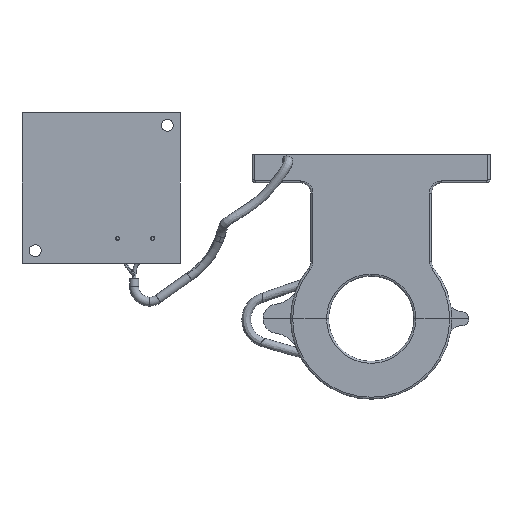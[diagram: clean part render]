
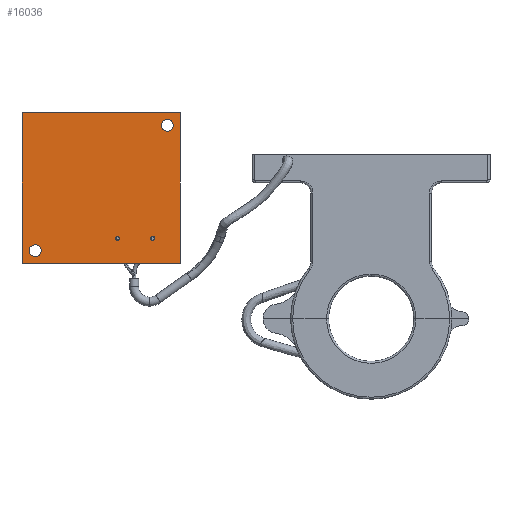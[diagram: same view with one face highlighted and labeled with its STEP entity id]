
A CAD part, front view. The second image highlights one B-rep face of the part: STEP entity #16036.
In plain terms, the highlighted planar face has unit normal (0, -1, 0).
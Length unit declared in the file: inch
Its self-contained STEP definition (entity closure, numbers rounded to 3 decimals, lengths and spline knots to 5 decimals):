
#19 = EDGE_LOOP ( 'NONE', ( #12496, #3497 ) ) ;
#314 = CIRCLE ( 'NONE', #21008, 0.02087 ) ;
#411 = CARTESIAN_POINT ( 'NONE',  ( -0.65661, 0., -0.62355 ) ) ;
#494 = CARTESIAN_POINT ( 'NONE',  ( 0.16238, 0., -0.52146 ) ) ;
#592 = DIRECTION ( 'NONE',  ( 0., 1., 0. ) ) ;
#643 = DIRECTION ( 'NONE',  ( 0., 0., -1. ) ) ;
#1066 = VECTOR ( 'NONE', #7090, 39.37008 ) ;
#1093 = CIRCLE ( 'NONE', #13060, 0.06 ) ;
#1162 = ORIENTED_EDGE ( 'NONE', *, *, #5922, .F. ) ;
#1671 = VECTOR ( 'NONE', #11402, 39.37008 ) ;
#1835 = EDGE_CURVE ( 'NONE', #14206, #14738, #7435, .T. ) ;
#1848 = FACE_BOUND ( 'NONE', #19, .T. ) ;
#2499 = DIRECTION ( 'NONE',  ( 0., -1., 0. ) ) ;
#2565 = EDGE_LOOP ( 'NONE', ( #12475, #6226 ) ) ;
#2711 = EDGE_CURVE ( 'NONE', #11680, #6206, #9676, .T. ) ;
#2729 = VERTEX_POINT ( 'NONE', #4666 ) ;
#3038 = DIRECTION ( 'NONE',  ( 0., 1., 0. ) ) ;
#3066 = DIRECTION ( 'NONE',  ( 0., 0., -1. ) ) ;
#3194 = VERTEX_POINT ( 'NONE', #15028 ) ;
#3331 = ORIENTED_EDGE ( 'NONE', *, *, #22055, .T. ) ;
#3497 = ORIENTED_EDGE ( 'NONE', *, *, #18069, .F. ) ;
#4233 = DIRECTION ( 'NONE',  ( 0., 0., -1. ) ) ;
#4310 = CIRCLE ( 'NONE', #11922, 0.06 ) ;
#4451 = ORIENTED_EDGE ( 'NONE', *, *, #16295, .F. ) ;
#4666 = CARTESIAN_POINT ( 'NONE',  ( 0.7874, 0., 0.74803 ) ) ;
#4899 = CARTESIAN_POINT ( 'NONE',  ( -0.65661, 0., -0.68355 ) ) ;
#4959 = AXIS2_PLACEMENT_3D ( 'NONE', #21831, #20215, #3066 ) ;
#5172 = CARTESIAN_POINT ( 'NONE',  ( -0.65661, 0., -0.56355 ) ) ;
#5623 = ORIENTED_EDGE ( 'NONE', *, *, #14131, .F. ) ;
#5790 = CARTESIAN_POINT ( 'NONE',  ( 0.65661, 0., 0.68355 ) ) ;
#5922 = EDGE_CURVE ( 'NONE', #19683, #15430, #21890, .T. ) ;
#6024 = LINE ( 'NONE', #12848, #15632 ) ;
#6166 = AXIS2_PLACEMENT_3D ( 'NONE', #9115, #10942, #8771 ) ;
#6206 = VERTEX_POINT ( 'NONE', #494 ) ;
#6226 = ORIENTED_EDGE ( 'NONE', *, *, #1835, .T. ) ;
#6302 = CARTESIAN_POINT ( 'NONE',  ( -0.7874, 0., 0.74803 ) ) ;
#6483 = VERTEX_POINT ( 'NONE', #10488 ) ;
#6898 = VERTEX_POINT ( 'NONE', #14962 ) ;
#7090 = DIRECTION ( 'NONE',  ( 1., 0., 0. ) ) ;
#7156 = FACE_OUTER_BOUND ( 'NONE', #7230, .T. ) ;
#7216 = CARTESIAN_POINT ( 'NONE',  ( 0.51225, 0., -0.50059 ) ) ;
#7230 = EDGE_LOOP ( 'NONE', ( #5623, #19083, #1162, #10334 ) ) ;
#7270 = FACE_BOUND ( 'NONE', #2565, .T. ) ;
#7375 = PLANE ( 'NONE',  #6166 ) ;
#7435 = CIRCLE ( 'NONE', #18730, 0.06 ) ;
#7974 = DIRECTION ( 'NONE',  ( 0., 1., 0. ) ) ;
#8341 = CIRCLE ( 'NONE', #9089, 0.02087 ) ;
#8754 = EDGE_CURVE ( 'NONE', #9225, #6483, #4310, .T. ) ;
#8771 = DIRECTION ( 'NONE',  ( 0., 0., -1. ) ) ;
#9089 = AXIS2_PLACEMENT_3D ( 'NONE', #7216, #19716, #643 ) ;
#9115 = CARTESIAN_POINT ( 'NONE',  ( 0., 0., 0. ) ) ;
#9225 = VERTEX_POINT ( 'NONE', #5790 ) ;
#9595 = CARTESIAN_POINT ( 'NONE',  ( -0.7874, 0., -0.74803 ) ) ;
#9625 = EDGE_CURVE ( 'NONE', #18621, #19683, #16281, .T. ) ;
#9629 = CARTESIAN_POINT ( 'NONE',  ( 0.65661, 0., 0.62355 ) ) ;
#9676 = CIRCLE ( 'NONE', #4959, 0.02087 ) ;
#9931 = EDGE_CURVE ( 'NONE', #3194, #6898, #12584, .T. ) ;
#10334 = ORIENTED_EDGE ( 'NONE', *, *, #9625, .F. ) ;
#10348 = ORIENTED_EDGE ( 'NONE', *, *, #8754, .T. ) ;
#10488 = CARTESIAN_POINT ( 'NONE',  ( 0.65661, 0., 0.56355 ) ) ;
#10632 = AXIS2_PLACEMENT_3D ( 'NONE', #15022, #7974, #19926 ) ;
#10761 = LINE ( 'NONE', #21218, #1066 ) ;
#10942 = DIRECTION ( 'NONE',  ( 0., -1., 0. ) ) ;
#11267 = DIRECTION ( 'NONE',  ( 0., 0., -1. ) ) ;
#11402 = DIRECTION ( 'NONE',  ( 0., 0., 1. ) ) ;
#11480 = EDGE_LOOP ( 'NONE', ( #10348, #3331 ) ) ;
#11680 = VERTEX_POINT ( 'NONE', #19178 ) ;
#11922 = AXIS2_PLACEMENT_3D ( 'NONE', #9629, #3038, #13147 ) ;
#12399 = FACE_BOUND ( 'NONE', #11480, .T. ) ;
#12475 = ORIENTED_EDGE ( 'NONE', *, *, #21170, .T. ) ;
#12496 = ORIENTED_EDGE ( 'NONE', *, *, #2711, .F. ) ;
#12584 = CIRCLE ( 'NONE', #21662, 0.02087 ) ;
#12728 = CARTESIAN_POINT ( 'NONE',  ( 0.51225, 0., -0.50059 ) ) ;
#12848 = CARTESIAN_POINT ( 'NONE',  ( 0.7874, 0., 0.74803 ) ) ;
#13060 = AXIS2_PLACEMENT_3D ( 'NONE', #21285, #592, #14423 ) ;
#13147 = DIRECTION ( 'NONE',  ( 0., 0., 1. ) ) ;
#13821 = DIRECTION ( 'NONE',  ( 0., 0., 1. ) ) ;
#13914 = CARTESIAN_POINT ( 'NONE',  ( 0.7874, 0., -0.74803 ) ) ;
#14131 = EDGE_CURVE ( 'NONE', #2729, #18621, #6024, .T. ) ;
#14206 = VERTEX_POINT ( 'NONE', #4899 ) ;
#14253 = DIRECTION ( 'NONE',  ( 0., 1., 0. ) ) ;
#14421 = FACE_BOUND ( 'NONE', #15405, .T. ) ;
#14423 = DIRECTION ( 'NONE',  ( 0., 0., 1. ) ) ;
#14566 = EDGE_CURVE ( 'NONE', #15430, #2729, #10761, .T. ) ;
#14644 = CARTESIAN_POINT ( 'NONE',  ( 0.16238, 0., -0.50059 ) ) ;
#14738 = VERTEX_POINT ( 'NONE', #5172 ) ;
#14962 = CARTESIAN_POINT ( 'NONE',  ( 0.51225, 0., -0.47972 ) ) ;
#15022 = CARTESIAN_POINT ( 'NONE',  ( 0.65661, 0., 0.62355 ) ) ;
#15028 = CARTESIAN_POINT ( 'NONE',  ( 0.51225, 0., -0.52146 ) ) ;
#15405 = EDGE_LOOP ( 'NONE', ( #4451, #21649 ) ) ;
#15430 = VERTEX_POINT ( 'NONE', #17696 ) ;
#15632 = VECTOR ( 'NONE', #4233, 39.37008 ) ;
#16036 = ADVANCED_FACE ( 'NONE', ( #1848, #14421, #7270, #12399, #7156 ), #7375, .T. ) ;
#16281 = LINE ( 'NONE', #19784, #20615 ) ;
#16295 = EDGE_CURVE ( 'NONE', #6898, #3194, #8341, .T. ) ;
#16420 = CIRCLE ( 'NONE', #10632, 0.06 ) ;
#17696 = CARTESIAN_POINT ( 'NONE',  ( -0.7874, 0., 0.74803 ) ) ;
#18069 = EDGE_CURVE ( 'NONE', #6206, #11680, #314, .T. ) ;
#18429 = DIRECTION ( 'NONE',  ( 0., -1., 0. ) ) ;
#18621 = VERTEX_POINT ( 'NONE', #13914 ) ;
#18730 = AXIS2_PLACEMENT_3D ( 'NONE', #411, #14253, #13821 ) ;
#19083 = ORIENTED_EDGE ( 'NONE', *, *, #14566, .F. ) ;
#19178 = CARTESIAN_POINT ( 'NONE',  ( 0.16238, 0., -0.47972 ) ) ;
#19683 = VERTEX_POINT ( 'NONE', #9595 ) ;
#19716 = DIRECTION ( 'NONE',  ( 0., -1., 0. ) ) ;
#19784 = CARTESIAN_POINT ( 'NONE',  ( -0.7874, 0., -0.74803 ) ) ;
#19926 = DIRECTION ( 'NONE',  ( 0., 0., 1. ) ) ;
#20215 = DIRECTION ( 'NONE',  ( 0., -1., 0. ) ) ;
#20615 = VECTOR ( 'NONE', #21191, 39.37008 ) ;
#21008 = AXIS2_PLACEMENT_3D ( 'NONE', #14644, #18429, #11267 ) ;
#21170 = EDGE_CURVE ( 'NONE', #14738, #14206, #1093, .T. ) ;
#21171 = DIRECTION ( 'NONE',  ( 0., 0., -1. ) ) ;
#21191 = DIRECTION ( 'NONE',  ( -1., 0., 0. ) ) ;
#21218 = CARTESIAN_POINT ( 'NONE',  ( -0.7874, 0., 0.74803 ) ) ;
#21285 = CARTESIAN_POINT ( 'NONE',  ( -0.65661, 0., -0.62355 ) ) ;
#21649 = ORIENTED_EDGE ( 'NONE', *, *, #9931, .F. ) ;
#21662 = AXIS2_PLACEMENT_3D ( 'NONE', #12728, #2499, #21171 ) ;
#21831 = CARTESIAN_POINT ( 'NONE',  ( 0.16238, 0., -0.50059 ) ) ;
#21890 = LINE ( 'NONE', #6302, #1671 ) ;
#22055 = EDGE_CURVE ( 'NONE', #6483, #9225, #16420, .T. ) ;
